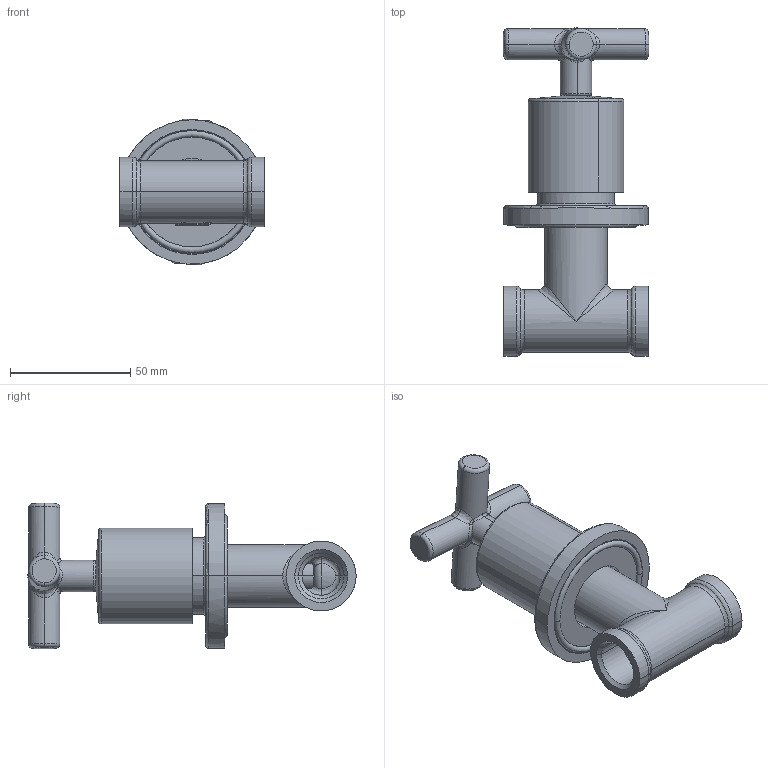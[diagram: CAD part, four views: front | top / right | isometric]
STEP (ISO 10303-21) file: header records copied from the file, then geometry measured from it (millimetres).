
FILE_DESCRIPTION(('CATIA V5 STEP Exchange','CAx-IF Rec.Pracs.--- Model Styling and Organization---1.5--- 2016-08-15','CAx-IF Rec.Pracs.---Supplemental Geometry---1.0---2011-11-01','CAx-IF Rec.Pracs.--- Composite Materials ---3.4---2017-06-13','CAx-IF Rec.Pracs.---Tessellated 3D Geometry---1.0---2015-12-17'),'2;1');
FILE_NAME('SU000310 x Rendering.stp','2024-02-01T12:54:09+00:00',('none'),('none'),'CATIA Version 5-6 Release 2020 SP2','CATIA V5 STEP AP242 v2','none');
FILE_SCHEMA(('AP242_MANAGED_MODEL_BASED_3D_ENGINEERING_MIM_LF {1 0 10303 442 1 1 4}'));
Length unit declared in the file: millimetre
Products named in the file (1): PRSU000310
Bounding box: 60.57 x 136.4 x 60.57 mm (x, y, z)
Volume: 106469 mm3; surface area: 56162 mm2
Topology: 9 solids, 11 shells, 977 faces, 2658 edges, 1713 vertices
Faces by surface type: plane 429, cylinder 237, torus 98, cone 80, bspline 77, extrusion 40, sphere 16
Entity records: 33782 total; most frequent: CARTESIAN_POINT 12335, ORIENTED_EDGE 5296, DIRECTION 3018, EDGE_CURVE 2652, VERTEX_POINT 1713, AXIS2_PLACEMENT_3D 1308, VECTOR 1194, LINE 1154
